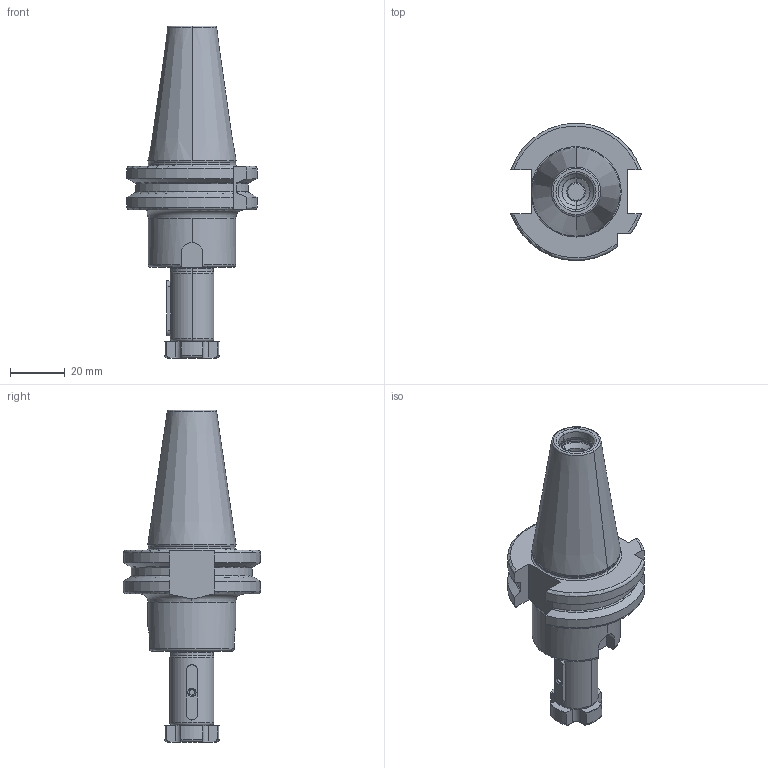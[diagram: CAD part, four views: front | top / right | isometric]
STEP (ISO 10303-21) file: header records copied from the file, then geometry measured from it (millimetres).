
FILE_DESCRIPTION((''),'2;1');
FILE_NAME('302_10_16','2020-09-24T',('104091'),(''),'CREO PARAMETRIC BY PTC INC, 2016260','CREO PARAMETRIC BY PTC INC, 2016260','');
FILE_SCHEMA(('CONFIG_CONTROL_DESIGN'));
Length unit declared in the file: millimetre
Products named in the file (1): 302_10_16
Bounding box: 47.34 x 49.9 x 120.8 mm (x, y, z)
Volume: 67358.3 mm3; surface area: 17563.5 mm2
Topology: 1 solids, 2 shells, 172 faces, 425 edges, 260 vertices
Faces by surface type: plane 49, cylinder 47, torus 42, cone 34
Entity records: 5497 total; most frequent: CARTESIAN_POINT 1375, DIRECTION 894, ORIENTED_EDGE 846, EDGE_CURVE 423, AXIS2_PLACEMENT_3D 368, VERTEX_POINT 260, CIRCLE 193, EDGE_LOOP 179
